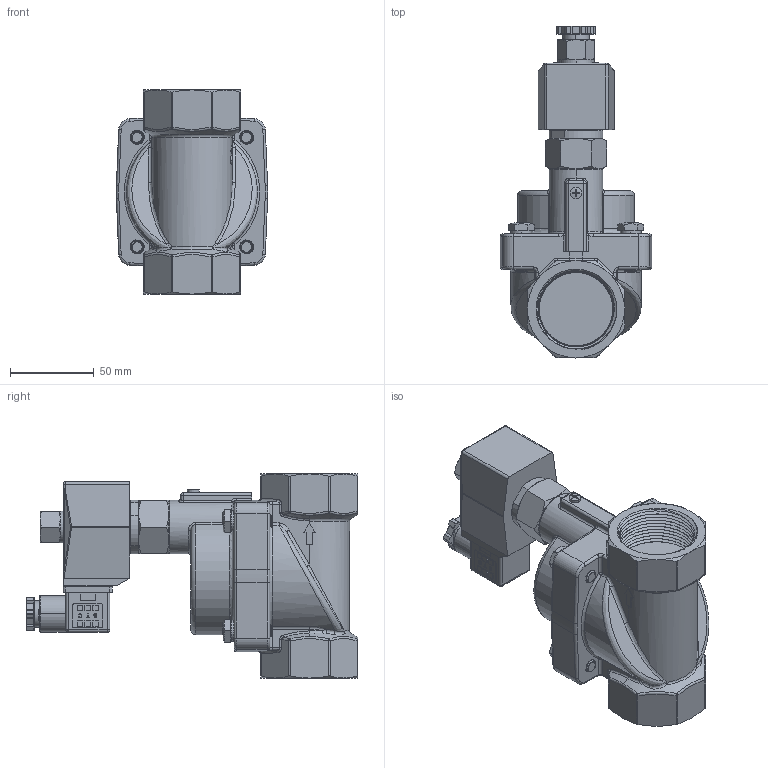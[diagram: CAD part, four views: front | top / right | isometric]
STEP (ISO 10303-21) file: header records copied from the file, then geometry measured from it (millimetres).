
FILE_DESCRIPTION (( 'STEP AP214' ), '1' );
FILE_NAME ('2MSO400-1-1-2.STEP', '2018-08-31T23:56:41', ( '' ), ( '' ), 'SwSTEP 2.0', 'SolidWorks 2016', '' );
FILE_SCHEMA (( 'AUTOMOTIVE_DESIGN' ));
Length unit declared in the file: millimetre
Products named in the file (1): 2MSO400-1-1-2
Bounding box: 90.48 x 198.31 x 122 mm (x, y, z)
Volume: 663779.2 mm3; surface area: 115707.5 mm2
Topology: 23 solids, 23 shells, 2255 faces, 6141 edges, 3999 vertices
Faces by surface type: plane 1086, cylinder 683, bspline 209, cone 156, torus 84, sphere 37
Entity records: 162848 total; most frequent: CARTESIAN_POINT 84727, ORIENTED_EDGE 12254, DIRECTION 9150, EDGE_CURVE 6127, VERTEX_POINT 3999, LINE 3484, VECTOR 3484, AXIS2_PLACEMENT_3D 2833
